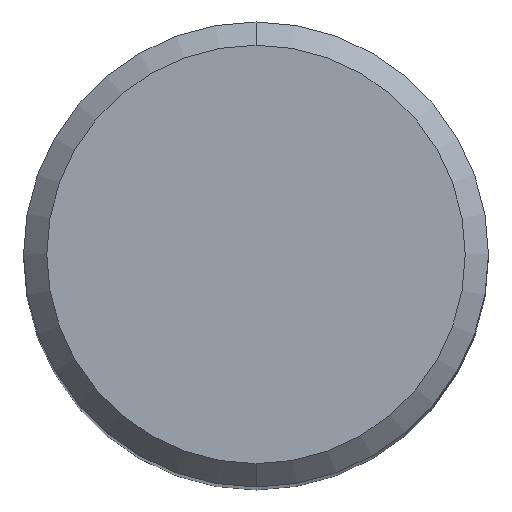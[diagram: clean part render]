
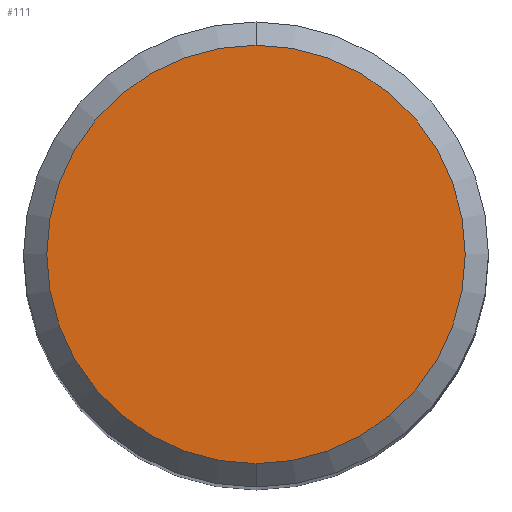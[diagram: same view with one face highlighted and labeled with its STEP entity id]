
A CAD part, top view. The second image highlights one B-rep face of the part: STEP entity #111.
In plain terms, the highlighted planar face has unit normal (0, 0, 1).
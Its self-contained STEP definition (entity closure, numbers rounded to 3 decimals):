
#111=ADVANCED_FACE('',(#264),#265,.T.);
#129=EDGE_CURVE('',#177,#191,#285,.T.);
#177=VERTEX_POINT('',#340);
#191=VERTEX_POINT('',#356);
#203=EDGE_CURVE('',#191,#177,#369,.T.);
#264=FACE_OUTER_BOUND('',#430,.T.);
#265=PLANE('',#431);
#285=CIRCLE('',#457,4.5);
#340=CARTESIAN_POINT('',(0.,-4.5,0.0));
#356=CARTESIAN_POINT('',(0.0,4.5,0.0));
#369=CIRCLE('',#559,4.5);
#430=EDGE_LOOP('',(#618,#619));
#431=AXIS2_PLACEMENT_3D('',#620,#621,#622);
#457=AXIS2_PLACEMENT_3D('',#648,#649,#650);
#559=AXIS2_PLACEMENT_3D('',#754,#755,#756);
#618=ORIENTED_EDGE('',*,*,#203,.F.);
#619=ORIENTED_EDGE('',*,*,#129,.F.);
#620=CARTESIAN_POINT('',(0.0,2.25,0.0));
#621=DIRECTION('',(-0.0,0.0,1.0));
#622=DIRECTION('',(0.0,-1.0,0.0));
#648=CARTESIAN_POINT('',(0.0,0.0,0.0));
#649=DIRECTION('',(0.0,0.0,-1.0));
#650=DIRECTION('',(0.0,1.0,0.0));
#754=CARTESIAN_POINT('',(0.0,0.0,0.0));
#755=DIRECTION('',(0.0,0.0,-1.0));
#756=DIRECTION('',(0.0,1.0,0.0));
